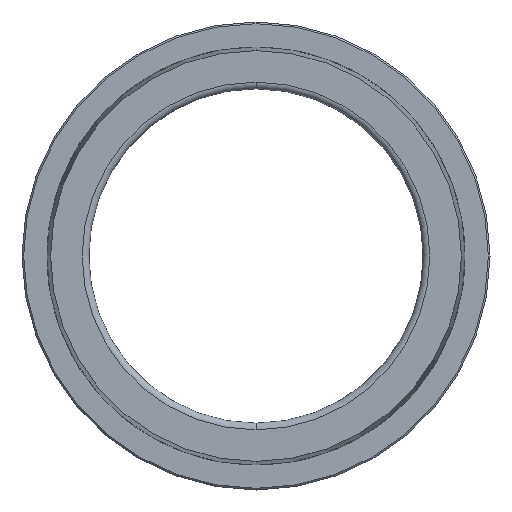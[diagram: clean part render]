
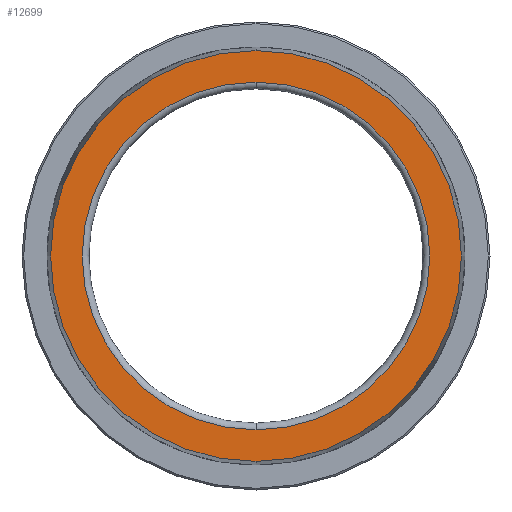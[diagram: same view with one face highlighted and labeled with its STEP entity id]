
A CAD part, front view. The second image highlights one B-rep face of the part: STEP entity #12699.
In plain terms, the highlighted planar face has unit normal (0, -1, 0).
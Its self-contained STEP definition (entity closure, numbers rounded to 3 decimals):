
#146 = CARTESIAN_POINT ( 'NONE',  ( 0., -18.071, 0. ) ) ;
#1574 = FACE_OUTER_BOUND ( 'NONE', #11775, .T. ) ;
#2227 = DIRECTION ( 'NONE',  ( 0., -1., 0. ) ) ;
#2480 = CARTESIAN_POINT ( 'NONE',  ( 0., -18.071, 52. ) ) ;
#2584 = VERTEX_POINT ( 'NONE', #10533 ) ;
#2631 = AXIS2_PLACEMENT_3D ( 'NONE', #8727, #7788, #4468 ) ;
#2876 = CARTESIAN_POINT ( 'NONE',  ( 0., -18.071, -52. ) ) ;
#3276 = ORIENTED_EDGE ( 'NONE', *, *, #9321, .T. ) ;
#3968 = VERTEX_POINT ( 'NONE', #8380 ) ;
#4132 = CARTESIAN_POINT ( 'NONE',  ( 52., -18.071, 0. ) ) ;
#4311 = DIRECTION ( 'NONE',  ( 0., -1., 0. ) ) ;
#4468 = DIRECTION ( 'NONE',  ( 0., 0., -1. ) ) ;
#4707 = EDGE_LOOP ( 'NONE', ( #9264, #8831 ) ) ;
#5130 = FACE_BOUND ( 'NONE', #4707, .T. ) ;
#5218 = ORIENTED_EDGE ( 'NONE', *, *, #8614, .T. ) ;
#5411 = CARTESIAN_POINT ( 'NONE',  ( 0., -18.071, 0. ) ) ;
#5705 = AXIS2_PLACEMENT_3D ( 'NONE', #146, #2227, #8854 ) ;
#6541 = AXIS2_PLACEMENT_3D ( 'NONE', #4132, #7310, #8490 ) ;
#6641 = DIRECTION ( 'NONE',  ( 0., -1., 0. ) ) ;
#7310 = DIRECTION ( 'NONE',  ( 0., -1., 0. ) ) ;
#7724 = EDGE_CURVE ( 'NONE', #10985, #11118, #13667, .T. ) ;
#7788 = DIRECTION ( 'NONE',  ( 0., -1., 0. ) ) ;
#7824 = DIRECTION ( 'NONE',  ( 0., 0., -1. ) ) ;
#8380 = CARTESIAN_POINT ( 'NONE',  ( 0., -18.071, -61.45 ) ) ;
#8490 = DIRECTION ( 'NONE',  ( 0., 0., -1. ) ) ;
#8614 = EDGE_CURVE ( 'NONE', #2584, #3968, #10001, .T. ) ;
#8727 = CARTESIAN_POINT ( 'NONE',  ( 0., -18.071, 0. ) ) ;
#8831 = ORIENTED_EDGE ( 'NONE', *, *, #7724, .F. ) ;
#8854 = DIRECTION ( 'NONE',  ( 0., 0., -1. ) ) ;
#9264 = ORIENTED_EDGE ( 'NONE', *, *, #10800, .F. ) ;
#9321 = EDGE_CURVE ( 'NONE', #3968, #2584, #9817, .T. ) ;
#9817 = CIRCLE ( 'NONE', #13200, 61.45 ) ;
#10001 = CIRCLE ( 'NONE', #5705, 61.45 ) ;
#10533 = CARTESIAN_POINT ( 'NONE',  ( 0., -18.071, 61.45 ) ) ;
#10792 = AXIS2_PLACEMENT_3D ( 'NONE', #12030, #6641, #7824 ) ;
#10800 = EDGE_CURVE ( 'NONE', #11118, #10985, #11994, .T. ) ;
#10985 = VERTEX_POINT ( 'NONE', #2480 ) ;
#11118 = VERTEX_POINT ( 'NONE', #2876 ) ;
#11775 = EDGE_LOOP ( 'NONE', ( #5218, #3276 ) ) ;
#11795 = DIRECTION ( 'NONE',  ( 0., 0., -1. ) ) ;
#11994 = CIRCLE ( 'NONE', #2631, 52. ) ;
#12030 = CARTESIAN_POINT ( 'NONE',  ( 0., -18.071, 0. ) ) ;
#12699 = ADVANCED_FACE ( 'NONE', ( #1574, #5130 ), #13757, .T. ) ;
#13200 = AXIS2_PLACEMENT_3D ( 'NONE', #5411, #4311, #11795 ) ;
#13667 = CIRCLE ( 'NONE', #10792, 52. ) ;
#13757 = PLANE ( 'NONE',  #6541 ) ;
